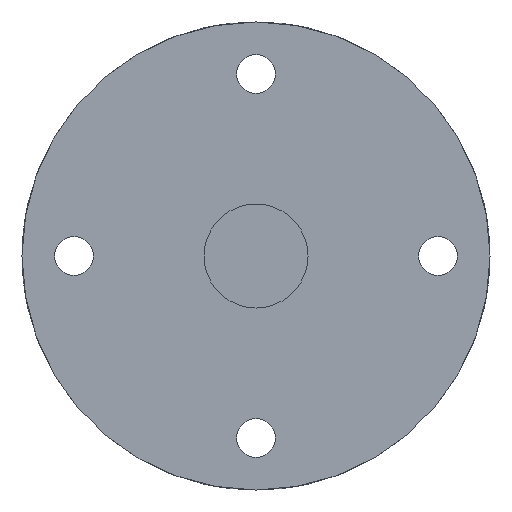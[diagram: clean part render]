
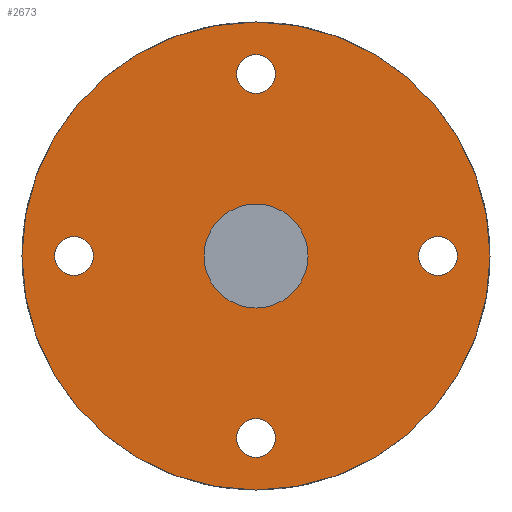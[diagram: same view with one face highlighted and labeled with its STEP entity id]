
A CAD part, front view. The second image highlights one B-rep face of the part: STEP entity #2673.
In plain terms, the highlighted planar face has unit normal (0, -1, 0).
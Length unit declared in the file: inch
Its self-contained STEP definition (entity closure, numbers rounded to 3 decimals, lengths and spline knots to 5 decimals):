
#34 = AXIS2_PLACEMENT_3D ( 'NONE', #2877, #1891, #1642 ) ;
#106 = CIRCLE ( 'NONE', #2464, 0.05906 ) ;
#138 = EDGE_LOOP ( 'NONE', ( #198, #1517 ) ) ;
#160 = CARTESIAN_POINT ( 'NONE',  ( -0.70866, -0.162, 0. ) ) ;
#190 = CARTESIAN_POINT ( 'NONE',  ( 0., -0.162, -0.55118 ) ) ;
#198 = ORIENTED_EDGE ( 'NONE', *, *, #2892, .T. ) ;
#205 = DIRECTION ( 'NONE',  ( 0., 1., 0. ) ) ;
#234 = CARTESIAN_POINT ( 'NONE',  ( 0., -0.162, 0. ) ) ;
#241 = CIRCLE ( 'NONE', #2094, 0.05906 ) ;
#272 = DIRECTION ( 'NONE',  ( -1., 0., 0. ) ) ;
#364 = AXIS2_PLACEMENT_3D ( 'NONE', #190, #205, #1002 ) ;
#376 = CARTESIAN_POINT ( 'NONE',  ( 0., -0.162, 0. ) ) ;
#391 = CARTESIAN_POINT ( 'NONE',  ( -0.61024, -0.162, 0. ) ) ;
#404 = EDGE_LOOP ( 'NONE', ( #2694, #1313 ) ) ;
#415 = CARTESIAN_POINT ( 'NONE',  ( 0.70866, -0.162, 0. ) ) ;
#422 = EDGE_CURVE ( 'NONE', #1834, #2950, #1713, .T. ) ;
#428 = CARTESIAN_POINT ( 'NONE',  ( -0.15748, -0.162, 0. ) ) ;
#436 = EDGE_CURVE ( 'NONE', #2950, #1834, #3193, .T. ) ;
#478 = CARTESIAN_POINT ( 'NONE',  ( -0.55118, -0.162, 0. ) ) ;
#496 = DIRECTION ( 'NONE',  ( -1., 0., 0. ) ) ;
#537 = CARTESIAN_POINT ( 'NONE',  ( -0.49213, -0.162, 0. ) ) ;
#568 = CIRCLE ( 'NONE', #364, 0.05906 ) ;
#572 = CARTESIAN_POINT ( 'NONE',  ( 0., -0.162, 0. ) ) ;
#624 = DIRECTION ( 'NONE',  ( 1., 0., 0. ) ) ;
#638 = DIRECTION ( 'NONE',  ( 0., 1., 0. ) ) ;
#681 = CARTESIAN_POINT ( 'NONE',  ( 0.05906, -0.162, -0.55118 ) ) ;
#704 = CARTESIAN_POINT ( 'NONE',  ( 0.55118, -0.162, 0. ) ) ;
#755 = CIRCLE ( 'NONE', #970, 0.15748 ) ;
#796 = FACE_BOUND ( 'NONE', #928, .T. ) ;
#928 = EDGE_LOOP ( 'NONE', ( #1161, #1756 ) ) ;
#956 = VERTEX_POINT ( 'NONE', #2903 ) ;
#970 = AXIS2_PLACEMENT_3D ( 'NONE', #1979, #2716, #2321 ) ;
#971 = VERTEX_POINT ( 'NONE', #1653 ) ;
#1002 = DIRECTION ( 'NONE',  ( -1., 0., 0. ) ) ;
#1006 = VERTEX_POINT ( 'NONE', #2240 ) ;
#1037 = CIRCLE ( 'NONE', #34, 0.05906 ) ;
#1048 = VERTEX_POINT ( 'NONE', #2442 ) ;
#1054 = ORIENTED_EDGE ( 'NONE', *, *, #1986, .T. ) ;
#1109 = DIRECTION ( 'NONE',  ( 0., 1., 0. ) ) ;
#1153 = EDGE_CURVE ( 'NONE', #1603, #2501, #1805, .T. ) ;
#1161 = ORIENTED_EDGE ( 'NONE', *, *, #2828, .T. ) ;
#1175 = DIRECTION ( 'NONE',  ( 0., 1., 0. ) ) ;
#1204 = CARTESIAN_POINT ( 'NONE',  ( 0., -0.162, 0. ) ) ;
#1250 = DIRECTION ( 'NONE',  ( 1., 0., 0. ) ) ;
#1258 = CIRCLE ( 'NONE', #1365, 0.15748 ) ;
#1277 = EDGE_CURVE ( 'NONE', #1006, #1048, #2961, .T. ) ;
#1279 = FACE_BOUND ( 'NONE', #1994, .T. ) ;
#1313 = ORIENTED_EDGE ( 'NONE', *, *, #1906, .T. ) ;
#1365 = AXIS2_PLACEMENT_3D ( 'NONE', #1204, #3210, #3258 ) ;
#1490 = DIRECTION ( 'NONE',  ( 0., 1., 0. ) ) ;
#1496 = FACE_BOUND ( 'NONE', #3036, .T. ) ;
#1504 = DIRECTION ( 'NONE',  ( -1., 0., 0. ) ) ;
#1517 = ORIENTED_EDGE ( 'NONE', *, *, #3105, .T. ) ;
#1558 = AXIS2_PLACEMENT_3D ( 'NONE', #376, #1844, #624 ) ;
#1603 = VERTEX_POINT ( 'NONE', #2073 ) ;
#1642 = DIRECTION ( 'NONE',  ( -1., 0., 0. ) ) ;
#1653 = CARTESIAN_POINT ( 'NONE',  ( 0.15748, -0.162, 0. ) ) ;
#1686 = CARTESIAN_POINT ( 'NONE',  ( -0.55118, -0.162, 0. ) ) ;
#1713 = CIRCLE ( 'NONE', #1558, 0.70866 ) ;
#1717 = DIRECTION ( 'NONE',  ( 0., 1., 0. ) ) ;
#1756 = ORIENTED_EDGE ( 'NONE', *, *, #1153, .T. ) ;
#1769 = AXIS2_PLACEMENT_3D ( 'NONE', #572, #2587, #2319 ) ;
#1782 = CARTESIAN_POINT ( 'NONE',  ( 0., -0.162, 0.55118 ) ) ;
#1804 = EDGE_CURVE ( 'NONE', #956, #1976, #2148, .T. ) ;
#1805 = CIRCLE ( 'NONE', #2217, 0.05906 ) ;
#1807 = PLANE ( 'NONE',  #2931 ) ;
#1834 = VERTEX_POINT ( 'NONE', #415 ) ;
#1844 = DIRECTION ( 'NONE',  ( 0., -1., 0. ) ) ;
#1878 = CIRCLE ( 'NONE', #3194, 0.05906 ) ;
#1884 = VERTEX_POINT ( 'NONE', #428 ) ;
#1891 = DIRECTION ( 'NONE',  ( 0., 1., 0. ) ) ;
#1906 = EDGE_CURVE ( 'NONE', #1976, #956, #568, .T. ) ;
#1976 = VERTEX_POINT ( 'NONE', #681 ) ;
#1979 = CARTESIAN_POINT ( 'NONE',  ( 0., -0.162, 0. ) ) ;
#1986 = EDGE_CURVE ( 'NONE', #1884, #971, #1258, .T. ) ;
#1994 = EDGE_LOOP ( 'NONE', ( #2983, #2377 ) ) ;
#2073 = CARTESIAN_POINT ( 'NONE',  ( 0.61024, -0.162, 0. ) ) ;
#2078 = EDGE_LOOP ( 'NONE', ( #2502, #2639 ) ) ;
#2094 = AXIS2_PLACEMENT_3D ( 'NONE', #1686, #1175, #3176 ) ;
#2123 = AXIS2_PLACEMENT_3D ( 'NONE', #1782, #2777, #272 ) ;
#2143 = ORIENTED_EDGE ( 'NONE', *, *, #3215, .T. ) ;
#2148 = CIRCLE ( 'NONE', #2250, 0.05906 ) ;
#2202 = CARTESIAN_POINT ( 'NONE',  ( 0.49213, -0.162, 0. ) ) ;
#2217 = AXIS2_PLACEMENT_3D ( 'NONE', #704, #1717, #1504 ) ;
#2240 = CARTESIAN_POINT ( 'NONE',  ( 0.05906, -0.162, 0.55118 ) ) ;
#2250 = AXIS2_PLACEMENT_3D ( 'NONE', #2381, #638, #2894 ) ;
#2319 = DIRECTION ( 'NONE',  ( 1., 0., 0. ) ) ;
#2321 = DIRECTION ( 'NONE',  ( 1., 0., 0. ) ) ;
#2351 = EDGE_CURVE ( 'NONE', #1048, #1006, #106, .T. ) ;
#2377 = ORIENTED_EDGE ( 'NONE', *, *, #1277, .T. ) ;
#2381 = CARTESIAN_POINT ( 'NONE',  ( 0., -0.162, -0.55118 ) ) ;
#2442 = CARTESIAN_POINT ( 'NONE',  ( -0.05906, -0.162, 0.55118 ) ) ;
#2464 = AXIS2_PLACEMENT_3D ( 'NONE', #3169, #1109, #2898 ) ;
#2496 = FACE_BOUND ( 'NONE', #138, .T. ) ;
#2501 = VERTEX_POINT ( 'NONE', #2202 ) ;
#2502 = ORIENTED_EDGE ( 'NONE', *, *, #422, .T. ) ;
#2587 = DIRECTION ( 'NONE',  ( 0., -1., 0. ) ) ;
#2639 = ORIENTED_EDGE ( 'NONE', *, *, #436, .T. ) ;
#2673 = ADVANCED_FACE ( 'NONE', ( #1496, #1279, #3063, #2496, #796, #3047 ), #1807, .F. ) ;
#2694 = ORIENTED_EDGE ( 'NONE', *, *, #1804, .T. ) ;
#2716 = DIRECTION ( 'NONE',  ( 0., 1., 0. ) ) ;
#2777 = DIRECTION ( 'NONE',  ( 0., 1., 0. ) ) ;
#2803 = DIRECTION ( 'NONE',  ( 0., 1., 0. ) ) ;
#2828 = EDGE_CURVE ( 'NONE', #2501, #1603, #1037, .T. ) ;
#2833 = VERTEX_POINT ( 'NONE', #391 ) ;
#2877 = CARTESIAN_POINT ( 'NONE',  ( 0.55118, -0.162, 0. ) ) ;
#2892 = EDGE_CURVE ( 'NONE', #2833, #3139, #241, .T. ) ;
#2894 = DIRECTION ( 'NONE',  ( -1., 0., 0. ) ) ;
#2898 = DIRECTION ( 'NONE',  ( -1., 0., 0. ) ) ;
#2903 = CARTESIAN_POINT ( 'NONE',  ( -0.05906, -0.162, -0.55118 ) ) ;
#2931 = AXIS2_PLACEMENT_3D ( 'NONE', #234, #2803, #1250 ) ;
#2950 = VERTEX_POINT ( 'NONE', #160 ) ;
#2961 = CIRCLE ( 'NONE', #2123, 0.05906 ) ;
#2983 = ORIENTED_EDGE ( 'NONE', *, *, #2351, .T. ) ;
#3036 = EDGE_LOOP ( 'NONE', ( #2143, #1054 ) ) ;
#3047 = FACE_OUTER_BOUND ( 'NONE', #2078, .T. ) ;
#3063 = FACE_BOUND ( 'NONE', #404, .T. ) ;
#3105 = EDGE_CURVE ( 'NONE', #3139, #2833, #1878, .T. ) ;
#3139 = VERTEX_POINT ( 'NONE', #537 ) ;
#3169 = CARTESIAN_POINT ( 'NONE',  ( 0., -0.162, 0.55118 ) ) ;
#3176 = DIRECTION ( 'NONE',  ( -1., 0., 0. ) ) ;
#3193 = CIRCLE ( 'NONE', #1769, 0.70866 ) ;
#3194 = AXIS2_PLACEMENT_3D ( 'NONE', #478, #1490, #496 ) ;
#3210 = DIRECTION ( 'NONE',  ( 0., 1., 0. ) ) ;
#3215 = EDGE_CURVE ( 'NONE', #971, #1884, #755, .T. ) ;
#3258 = DIRECTION ( 'NONE',  ( 1., 0., 0. ) ) ;
